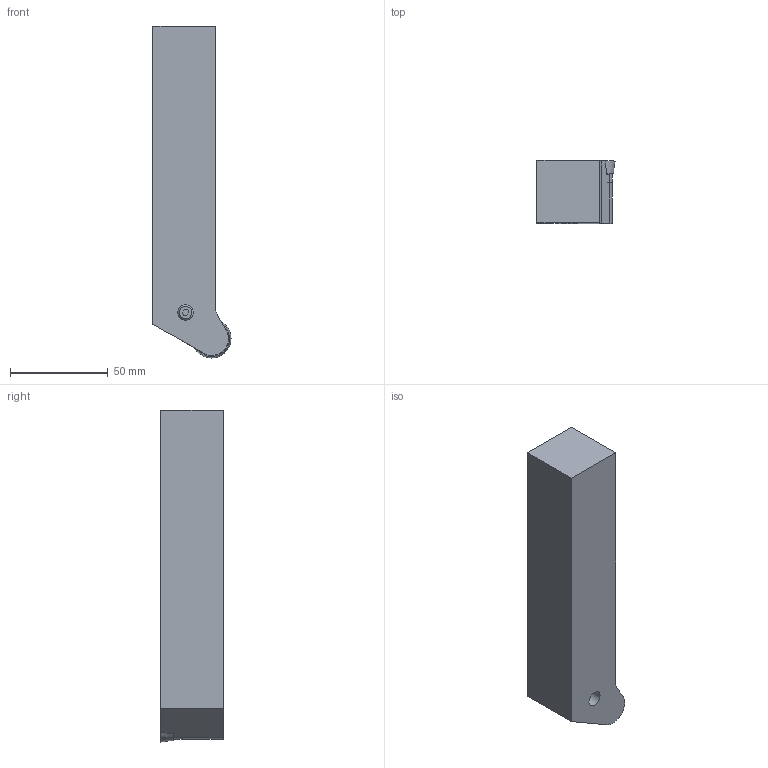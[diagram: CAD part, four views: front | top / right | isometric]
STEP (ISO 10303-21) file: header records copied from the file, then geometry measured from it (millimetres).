
FILE_DESCRIPTION((''),'2;1');
FILE_NAME('PRSCL3232P20.stp','2022-10-04T15:34:45',('Oftec7'),(''),'Autodesk Inventor 2013','Autodesk Inventor 2013','');
FILE_SCHEMA(('CONFIG_CONTROL_DESIGN'));
Length unit declared in the file: millimetre
Products named in the file (1): PRSCL3232P20
Bounding box: 40 x 32 x 170 mm (x, y, z)
Volume: 168694.1 mm3; surface area: 27047.2 mm2
Topology: 5 solids, 5 shells, 72 faces, 158 edges, 100 vertices
Faces by surface type: plane 37, cylinder 17, cone 11, bspline 6, torus 1
Full cylindrical faces by diameter (mm): 3.7 x1, 5.7 x1, 6.7 x1, 6.917 x1, 8 x3, 8.05 x1, 10.8 x1, 17.25 x1
Entity records: 2237 total; most frequent: CARTESIAN_POINT 621, DIRECTION 315, ORIENTED_EDGE 274, EDGE_CURVE 137, AXIS2_PLACEMENT_3D 121, EDGE_LOOP 102, VERTEX_POINT 99, VECTOR 73
